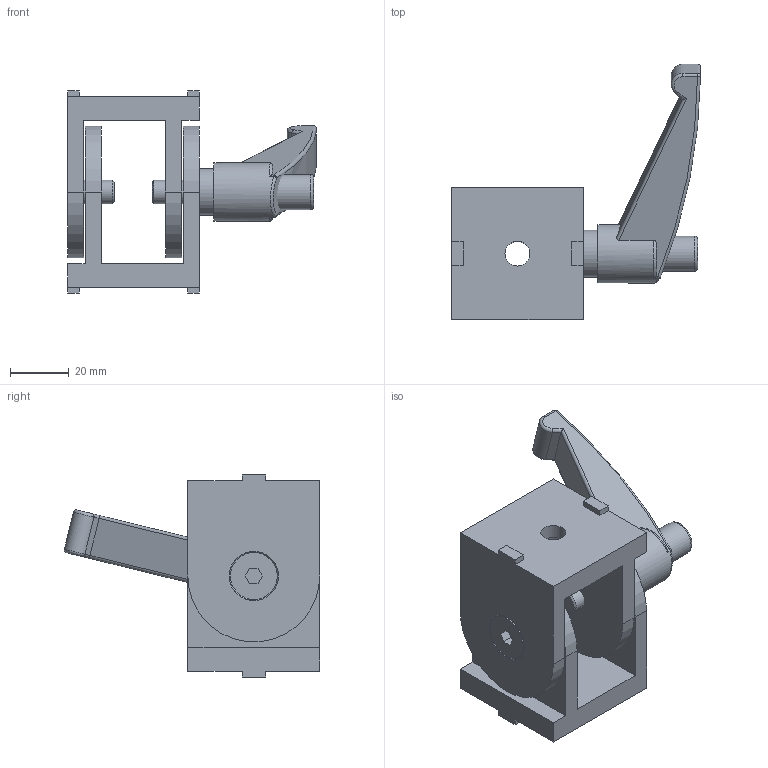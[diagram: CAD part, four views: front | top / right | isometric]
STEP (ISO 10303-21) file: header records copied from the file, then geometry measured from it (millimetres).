
FILE_DESCRIPTION(/* description */ (''),/* implementation_level */ '2;1');
FILE_NAME(/* name */ '324546.stp',/* time_stamp */ '2015-08-13T16:18:38+02:00',/* author */ ('veronikaf'),/* organization */ (''),/* preprocessor_version */ 'ST-DEVELOPER v15.2',/* originating_system */ 'Autodesk Inventor 2014',/* authorisation */ '');
FILE_SCHEMA (('AUTOMOTIVE_DESIGN { 1 0 10303 214 3 1 1 }'));
Length unit declared in the file: millimetre
Products named in the file (7): 324545-1; 324545-2; 324545-3-1; 324545-3-2; 324546-1; 200816.4; 324546
Assembly tree (7 placements, depth 3):
  324546
    324545-1  x2
    324545-2
    324546-1
      324545-3-1
      324545-3-2
    200816.4
Bounding box: 84.99 x 87.2 x 69 mm (x, y, z)
Volume: 94026.3 mm3; surface area: 38234.3 mm2
Topology: 6 solids, 6 shells, 116 faces, 274 edges, 173 vertices
Faces by surface type: plane 63, cylinder 34, torus 8, cone 6, sphere 4, bspline 1
Full cylindrical faces by diameter (mm): 6.647 x2, 8 x4, 8.2 x2, 8.5 x2, 12 x2, 13.5 x2, 16 x3, 16.4 x1, 20 x1
Entity records: 2654 total; most frequent: CARTESIAN_POINT 560, DIRECTION 437, ORIENTED_EDGE 346, EDGE_CURVE 173, AXIS2_PLACEMENT_3D 172, EDGE_LOOP 128, VERTEX_POINT 121, LINE 93
